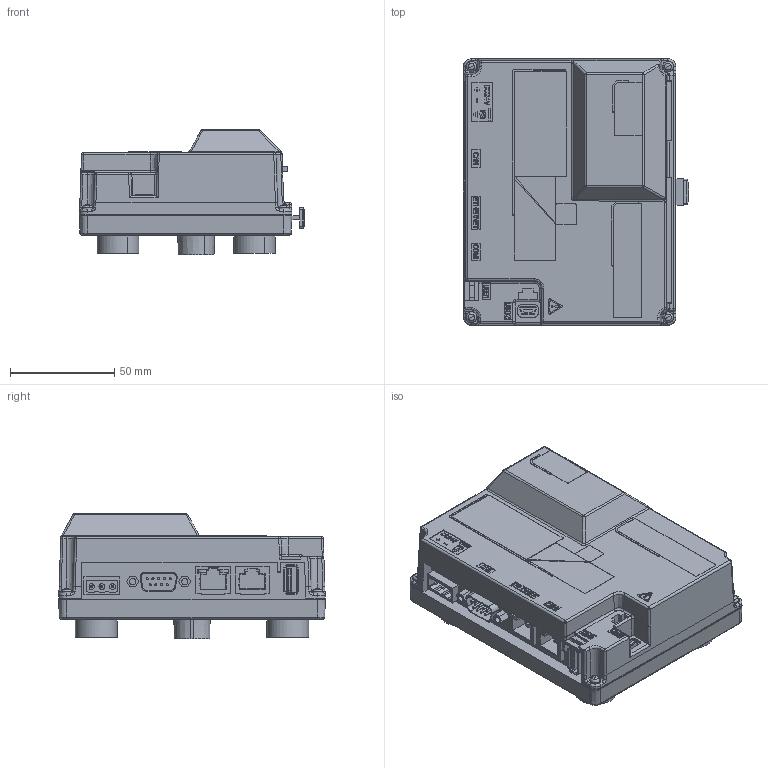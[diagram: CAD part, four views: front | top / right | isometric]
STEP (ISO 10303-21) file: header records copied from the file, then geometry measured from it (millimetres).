
FILE_DESCRIPTION(('STEP AP242'),'1');
FILE_NAME('controller_hmisac.stp','2021-02-11T11:39:19',('TraceParts'),('TraceParts S.A.'),'Spatial InterOp 3D',' ',' ');
FILE_SCHEMA(('AP242_MANAGED_MODEL_BASED_3D_ENGINEERING_MIM_LF {1 0 10303 442 1 1 4}'));
Length unit declared in the file: millimetre
Products named in the file (1): controller_hmisac_1
Bounding box: 108.1 x 128 x 60.45 mm (x, y, z)
Volume: 351.8 mm3; surface area: 67161.5 mm2
Topology: 3 solids, 4 shells, 3344 faces, 8880 edges, 5789 vertices
Faces by surface type: plane 2767, cylinder 402, bspline 77, sphere 38, cone 20, torus 20, extrusion 12, revolution 8
Entity records: 107499 total; most frequent: CARTESIAN_POINT 24792, ORIENTED_EDGE 17670, DIRECTION 15810, EDGE_CURVE 8835, VECTOR 7702, LINE 7690, VERTEX_POINT 5788, AXIS2_PLACEMENT_3D 4050
